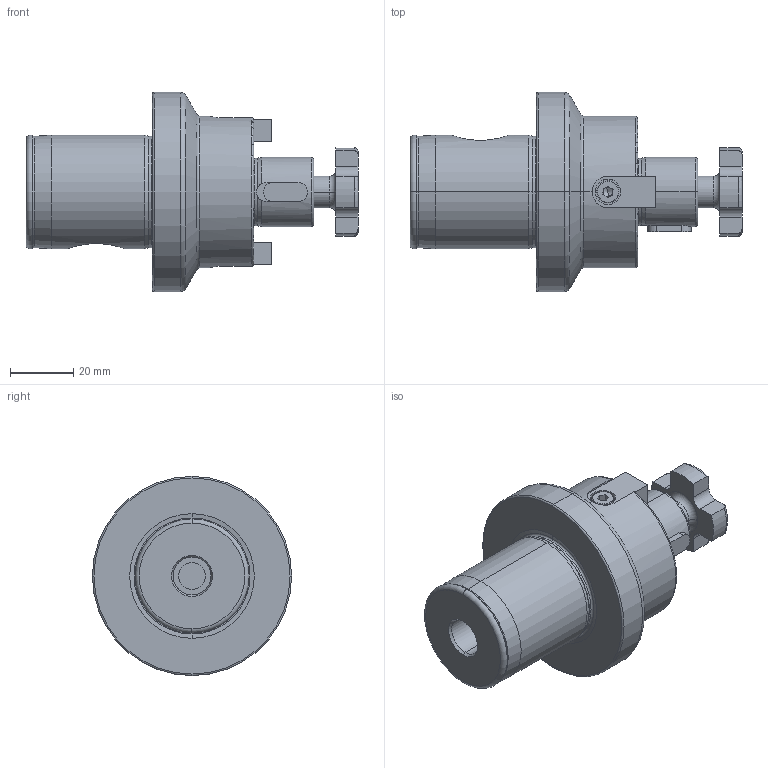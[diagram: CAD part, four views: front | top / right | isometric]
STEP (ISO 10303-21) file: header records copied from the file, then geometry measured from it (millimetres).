
FILE_DESCRIPTION (( 'STEP AP214' ), '1' );
FILE_NAME ('WH6.D22.001.032.STEP', '2024-04-30T13:23:35', ( '' ), ( '' ), 'SwSTEP 2.0', 'SolidWorks 2022', '' );
FILE_SCHEMA (( 'AUTOMOTIVE_DESIGN' ));
Length unit declared in the file: millimetre
Products named in the file (6): D22-ER2.002.010_A; D22-ER1.001.018_A; WH6-D22.001.032; D22-ER3.001.014_A; ISO 4762 - M4 x 10_PreviewCfg; WH6.D22.001.032
Assembly tree (7 placements, depth 2):
  WH6.D22.001.032
    WH6-D22.001.032
    D22-ER2.002.010_A  x2
    D22-ER1.001.018_A
    D22-ER3.001.014_A
    ISO 4762 - M4 x 10_PreviewCfg  x2
Bounding box: 105 x 63 x 63 mm (x, y, z)
Volume: 115149.8 mm3; surface area: 25588.2 mm2
Topology: 7 solids, 7 shells, 210 faces, 484 edges, 290 vertices
Faces by surface type: plane 71, cylinder 60, torus 42, cone 37
Entity records: 5855 total; most frequent: CARTESIAN_POINT 1519, DIRECTION 905, ORIENTED_EDGE 794, EDGE_CURVE 397, AXIS2_PLACEMENT_3D 367, VERTEX_POINT 239, EDGE_LOOP 186, CIRCLE 186
